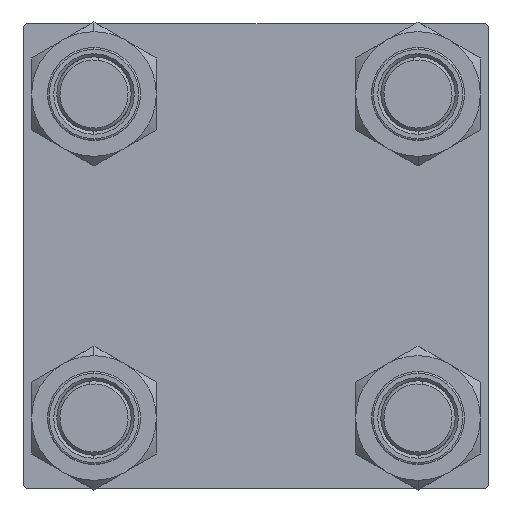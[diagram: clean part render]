
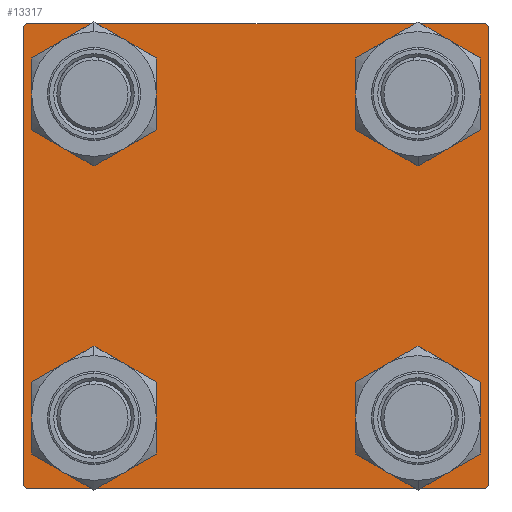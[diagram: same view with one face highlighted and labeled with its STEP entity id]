
A CAD part, left-side view. The second image highlights one B-rep face of the part: STEP entity #13317.
In plain terms, the highlighted planar face has unit normal (-1, 0, 0).
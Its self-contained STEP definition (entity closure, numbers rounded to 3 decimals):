
#28 = FACE_OUTER_BOUND ( 'NONE', #48422, .T. ) ;
#114 = DIRECTION ( 'NONE',  ( 0., 0., 1. ) ) ;
#266 = ORIENTED_EDGE ( 'NONE', *, *, #12034, .T. ) ;
#321 = CIRCLE ( 'NONE', #29355, 6.5 ) ;
#371 = DIRECTION ( 'NONE',  ( 1., 0., 0. ) ) ;
#778 = CARTESIAN_POINT ( 'NONE',  ( 0., -37., -37.5 ) ) ;
#797 = DIRECTION ( 'NONE',  ( 0., 0., 1. ) ) ;
#822 = VERTEX_POINT ( 'NONE', #39437 ) ;
#848 = VERTEX_POINT ( 'NONE', #43333 ) ;
#1619 = VERTEX_POINT ( 'NONE', #34781 ) ;
#1898 = EDGE_LOOP ( 'NONE', ( #18151, #15896 ) ) ;
#2173 = EDGE_CURVE ( 'NONE', #6777, #34823, #321, .T. ) ;
#3398 = FACE_BOUND ( 'NONE', #25861, .T. ) ;
#4339 = VERTEX_POINT ( 'NONE', #25704 ) ;
#4411 = DIRECTION ( 'NONE',  ( 0., 0.707, -0.707 ) ) ;
#5056 = DIRECTION ( 'NONE',  ( 0., 0., 1. ) ) ;
#5428 = ORIENTED_EDGE ( 'NONE', *, *, #26790, .F. ) ;
#5650 = AXIS2_PLACEMENT_3D ( 'NONE', #8489, #27979, #16286 ) ;
#6777 = VERTEX_POINT ( 'NONE', #31260 ) ;
#7093 = CARTESIAN_POINT ( 'NONE',  ( 0., 37.5, 37.5 ) ) ;
#7341 = VECTOR ( 'NONE', #4411, 1000. ) ;
#7582 = EDGE_CURVE ( 'NONE', #4339, #42483, #37829, .T. ) ;
#7985 = ORIENTED_EDGE ( 'NONE', *, *, #10318, .F. ) ;
#8489 = CARTESIAN_POINT ( 'NONE',  ( 0., 26.15, -26.15 ) ) ;
#8618 = DIRECTION ( 'NONE',  ( 0., 0., -1. ) ) ;
#8743 = EDGE_CURVE ( 'NONE', #10223, #46691, #15461, .T. ) ;
#8953 = CARTESIAN_POINT ( 'NONE',  ( 0., -26.15, 26.15 ) ) ;
#9177 = VECTOR ( 'NONE', #9781, 1000. ) ;
#9781 = DIRECTION ( 'NONE',  ( 0., -0.707, -0.707 ) ) ;
#10223 = VERTEX_POINT ( 'NONE', #42380 ) ;
#10318 = EDGE_CURVE ( 'NONE', #1619, #34614, #23138, .T. ) ;
#10700 = CARTESIAN_POINT ( 'NONE',  ( 0., 26.15, -19.65 ) ) ;
#10780 = DIRECTION ( 'NONE',  ( 0., 0., 1. ) ) ;
#12034 = EDGE_CURVE ( 'NONE', #29440, #822, #30728, .T. ) ;
#12049 = ORIENTED_EDGE ( 'NONE', *, *, #47555, .T. ) ;
#12842 = DIRECTION ( 'NONE',  ( 1., 0., 0. ) ) ;
#13196 = CARTESIAN_POINT ( 'NONE',  ( 0., -26.15, -26.15 ) ) ;
#13317 = ADVANCED_FACE ( 'NONE', ( #3398, #19768, #35615, #23929, #28 ), #19251, .T. ) ;
#13839 = VECTOR ( 'NONE', #38977, 1000. ) ;
#14419 = CARTESIAN_POINT ( 'NONE',  ( 0., -26.15, 26.15 ) ) ;
#14485 = EDGE_CURVE ( 'NONE', #41091, #44764, #21801, .T. ) ;
#14650 = CARTESIAN_POINT ( 'NONE',  ( 0., -37., 37.5 ) ) ;
#14675 = CARTESIAN_POINT ( 'NONE',  ( 0., 26.15, 26.15 ) ) ;
#14718 = EDGE_CURVE ( 'NONE', #822, #848, #36803, .T. ) ;
#15210 = DIRECTION ( 'NONE',  ( 1., 0., 0. ) ) ;
#15461 = CIRCLE ( 'NONE', #44512, 6.5 ) ;
#15618 = AXIS2_PLACEMENT_3D ( 'NONE', #28165, #371, #114 ) ;
#15896 = ORIENTED_EDGE ( 'NONE', *, *, #35427, .T. ) ;
#16286 = DIRECTION ( 'NONE',  ( 0., 0., 1. ) ) ;
#16746 = AXIS2_PLACEMENT_3D ( 'NONE', #14675, #46368, #10780 ) ;
#17294 = CIRCLE ( 'NONE', #15618, 6.5 ) ;
#17563 = CARTESIAN_POINT ( 'NONE',  ( 0., 37.5, -37.5 ) ) ;
#18063 = DIRECTION ( 'NONE',  ( 0., 0., 1. ) ) ;
#18151 = ORIENTED_EDGE ( 'NONE', *, *, #7582, .T. ) ;
#18410 = VERTEX_POINT ( 'NONE', #29746 ) ;
#18729 = VECTOR ( 'NONE', #41699, 1000. ) ;
#19251 = PLANE ( 'NONE',  #40510 ) ;
#19690 = CARTESIAN_POINT ( 'NONE',  ( 0., -26.15, -32.65 ) ) ;
#19768 = FACE_BOUND ( 'NONE', #1898, .T. ) ;
#20959 = EDGE_CURVE ( 'NONE', #26624, #26368, #39117, .T. ) ;
#21516 = DIRECTION ( 'NONE',  ( 0., 0., 1. ) ) ;
#21801 = LINE ( 'NONE', #44676, #30741 ) ;
#22035 = CARTESIAN_POINT ( 'NONE',  ( 0., 26.15, 19.65 ) ) ;
#22282 = CARTESIAN_POINT ( 'NONE',  ( 0., -37.5, -37. ) ) ;
#22481 = DIRECTION ( 'NONE',  ( 0., 0., 1. ) ) ;
#22807 = CIRCLE ( 'NONE', #34407, 6.5 ) ;
#22921 = AXIS2_PLACEMENT_3D ( 'NONE', #33908, #46103, #18063 ) ;
#23072 = CARTESIAN_POINT ( 'NONE',  ( 0., 37.5, 37. ) ) ;
#23116 = EDGE_LOOP ( 'NONE', ( #40823, #25632 ) ) ;
#23138 = LINE ( 'NONE', #42620, #13839 ) ;
#23688 = DIRECTION ( 'NONE',  ( 0., 0.707, 0.707 ) ) ;
#23929 = FACE_BOUND ( 'NONE', #36164, .T. ) ;
#25087 = LINE ( 'NONE', #17563, #18729 ) ;
#25355 = ORIENTED_EDGE ( 'NONE', *, *, #14718, .T. ) ;
#25615 = CARTESIAN_POINT ( 'NONE',  ( 0., 37.25, -37.25 ) ) ;
#25632 = ORIENTED_EDGE ( 'NONE', *, *, #2173, .T. ) ;
#25704 = CARTESIAN_POINT ( 'NONE',  ( 0., -26.15, -19.65 ) ) ;
#25861 = EDGE_LOOP ( 'NONE', ( #29665, #41289 ) ) ;
#26368 = VERTEX_POINT ( 'NONE', #22035 ) ;
#26624 = VERTEX_POINT ( 'NONE', #33857 ) ;
#26790 = EDGE_CURVE ( 'NONE', #18410, #44764, #44207, .T. ) ;
#27979 = DIRECTION ( 'NONE',  ( 1., 0., 0. ) ) ;
#28157 = CARTESIAN_POINT ( 'NONE',  ( 0., -26.15, 32.65 ) ) ;
#28165 = CARTESIAN_POINT ( 'NONE',  ( 0., 26.15, 26.15 ) ) ;
#28957 = EDGE_CURVE ( 'NONE', #46691, #10223, #22807, .T. ) ;
#29048 = DIRECTION ( 'NONE',  ( 1., 0., 0. ) ) ;
#29355 = AXIS2_PLACEMENT_3D ( 'NONE', #50784, #15210, #35224 ) ;
#29440 = VERTEX_POINT ( 'NONE', #23072 ) ;
#29665 = ORIENTED_EDGE ( 'NONE', *, *, #28957, .T. ) ;
#29746 = CARTESIAN_POINT ( 'NONE',  ( 0., -37.5, 37. ) ) ;
#29978 = DIRECTION ( 'NONE',  ( 0., 0., -1. ) ) ;
#30728 = LINE ( 'NONE', #7093, #43798 ) ;
#30741 = VECTOR ( 'NONE', #41539, 1000. ) ;
#30962 = EDGE_CURVE ( 'NONE', #18410, #34614, #42908, .T. ) ;
#31260 = CARTESIAN_POINT ( 'NONE',  ( 0., 26.15, -32.65 ) ) ;
#33089 = ORIENTED_EDGE ( 'NONE', *, *, #14485, .T. ) ;
#33595 = ORIENTED_EDGE ( 'NONE', *, *, #35321, .T. ) ;
#33857 = CARTESIAN_POINT ( 'NONE',  ( 0., 26.15, 32.65 ) ) ;
#33908 = CARTESIAN_POINT ( 'NONE',  ( 0., -26.15, -26.15 ) ) ;
#34407 = AXIS2_PLACEMENT_3D ( 'NONE', #8953, #12842, #5056 ) ;
#34614 = VERTEX_POINT ( 'NONE', #14650 ) ;
#34781 = CARTESIAN_POINT ( 'NONE',  ( 0., 37., 37.5 ) ) ;
#34823 = VERTEX_POINT ( 'NONE', #10700 ) ;
#35091 = DIRECTION ( 'NONE',  ( -1., 0., 0. ) ) ;
#35188 = VECTOR ( 'NONE', #8618, 1000. ) ;
#35224 = DIRECTION ( 'NONE',  ( 0., 0., 1. ) ) ;
#35321 = EDGE_CURVE ( 'NONE', #848, #41091, #25087, .T. ) ;
#35337 = CARTESIAN_POINT ( 'NONE',  ( 0., 37.25, 37.25 ) ) ;
#35427 = EDGE_CURVE ( 'NONE', #42483, #4339, #46154, .T. ) ;
#35615 = FACE_BOUND ( 'NONE', #23116, .T. ) ;
#36164 = EDGE_LOOP ( 'NONE', ( #44077, #12049 ) ) ;
#36410 = CARTESIAN_POINT ( 'NONE',  ( 0., -37.5, 37.5 ) ) ;
#36803 = LINE ( 'NONE', #25615, #9177 ) ;
#37829 = CIRCLE ( 'NONE', #47768, 6.5 ) ;
#38752 = CARTESIAN_POINT ( 'NONE',  ( 0., -37.25, 37.25 ) ) ;
#38977 = DIRECTION ( 'NONE',  ( 0., -1., 0. ) ) ;
#39117 = CIRCLE ( 'NONE', #16746, 6.5 ) ;
#39437 = CARTESIAN_POINT ( 'NONE',  ( 0., 37.5, -37. ) ) ;
#39751 = LINE ( 'NONE', #35337, #7341 ) ;
#39758 = ORIENTED_EDGE ( 'NONE', *, *, #41064, .T. ) ;
#39767 = CARTESIAN_POINT ( 'NONE',  ( 0., 0., 0. ) ) ;
#40510 = AXIS2_PLACEMENT_3D ( 'NONE', #39767, #35091, #797 ) ;
#40823 = ORIENTED_EDGE ( 'NONE', *, *, #45710, .T. ) ;
#41064 = EDGE_CURVE ( 'NONE', #1619, #29440, #39751, .T. ) ;
#41091 = VERTEX_POINT ( 'NONE', #778 ) ;
#41289 = ORIENTED_EDGE ( 'NONE', *, *, #8743, .T. ) ;
#41539 = DIRECTION ( 'NONE',  ( 0., -0.707, 0.707 ) ) ;
#41699 = DIRECTION ( 'NONE',  ( 0., -1., 0. ) ) ;
#42380 = CARTESIAN_POINT ( 'NONE',  ( 0., -26.15, 19.65 ) ) ;
#42483 = VERTEX_POINT ( 'NONE', #19690 ) ;
#42592 = ORIENTED_EDGE ( 'NONE', *, *, #30962, .T. ) ;
#42620 = CARTESIAN_POINT ( 'NONE',  ( 0., 37.5, 37.5 ) ) ;
#42908 = LINE ( 'NONE', #38752, #47615 ) ;
#43333 = CARTESIAN_POINT ( 'NONE',  ( 0., 37., -37.5 ) ) ;
#43798 = VECTOR ( 'NONE', #29978, 1000. ) ;
#44077 = ORIENTED_EDGE ( 'NONE', *, *, #20959, .T. ) ;
#44207 = LINE ( 'NONE', #36410, #35188 ) ;
#44512 = AXIS2_PLACEMENT_3D ( 'NONE', #14419, #46114, #22481 ) ;
#44676 = CARTESIAN_POINT ( 'NONE',  ( 0., -37.25, -37.25 ) ) ;
#44764 = VERTEX_POINT ( 'NONE', #22282 ) ;
#45400 = CIRCLE ( 'NONE', #5650, 6.5 ) ;
#45710 = EDGE_CURVE ( 'NONE', #34823, #6777, #45400, .T. ) ;
#46103 = DIRECTION ( 'NONE',  ( 1., 0., 0. ) ) ;
#46114 = DIRECTION ( 'NONE',  ( 1., 0., 0. ) ) ;
#46154 = CIRCLE ( 'NONE', #22921, 6.5 ) ;
#46368 = DIRECTION ( 'NONE',  ( 1., 0., 0. ) ) ;
#46691 = VERTEX_POINT ( 'NONE', #28157 ) ;
#47555 = EDGE_CURVE ( 'NONE', #26368, #26624, #17294, .T. ) ;
#47615 = VECTOR ( 'NONE', #23688, 1000. ) ;
#47768 = AXIS2_PLACEMENT_3D ( 'NONE', #13196, #29048, #21516 ) ;
#48422 = EDGE_LOOP ( 'NONE', ( #266, #25355, #33595, #33089, #5428, #42592, #7985, #39758 ) ) ;
#50784 = CARTESIAN_POINT ( 'NONE',  ( 0., 26.15, -26.15 ) ) ;
